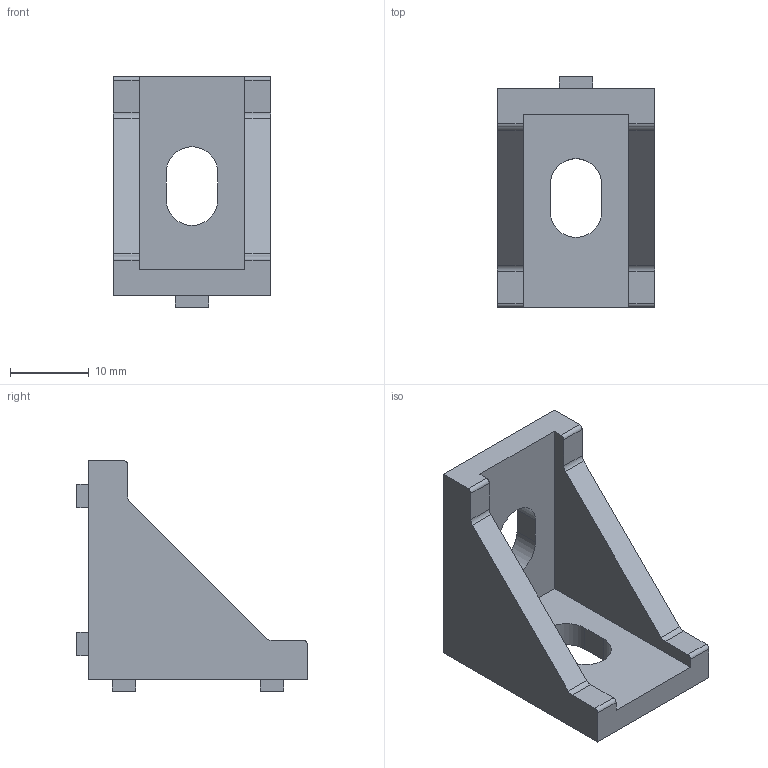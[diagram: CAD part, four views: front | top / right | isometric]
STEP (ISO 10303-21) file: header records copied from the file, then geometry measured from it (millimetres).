
FILE_DESCRIPTION(/* description */ (''),/* implementation_level */ '2;1');
FILE_NAME(/* name */ '20X28.step',/* time_stamp */ '2020-06-06T19:26:57-05:00',/* author */ (''),/* organization */ (''),/* preprocessor_version */ 'ST-DEVELOPER v18.1',/* originating_system */ 'Autodesk Translation Framework v9.3.0.1241',/* authorisation */ '');
FILE_SCHEMA (('AUTOMOTIVE_DESIGN { 1 0 10303 214 3 1 1 }'));
Length unit declared in the file: millimetre
Products named in the file (1): 20X28
Bounding box: 20 x 29.3 x 29.3 mm (x, y, z)
Volume: 4731.2 mm3; surface area: 3494.7 mm2
Topology: 1 solids, 1 shells, 52 faces, 138 edges, 92 vertices
Faces by surface type: plane 40, cylinder 12
Entity records: 1654 total; most frequent: CARTESIAN_POINT 283, ORIENTED_EDGE 276, DIRECTION 268, EDGE_CURVE 138, LINE 114, VECTOR 114, VERTEX_POINT 92, AXIS2_PLACEMENT_3D 77
